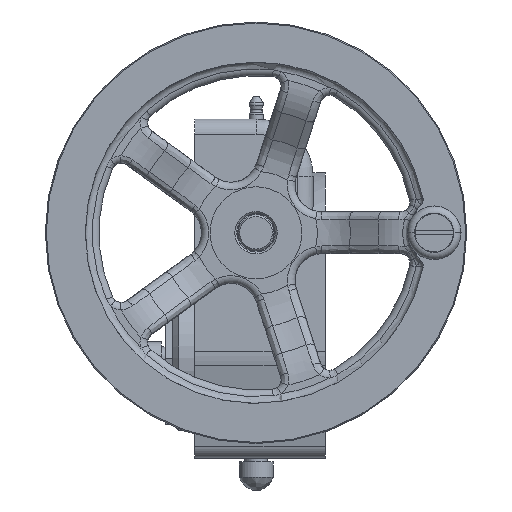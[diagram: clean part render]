
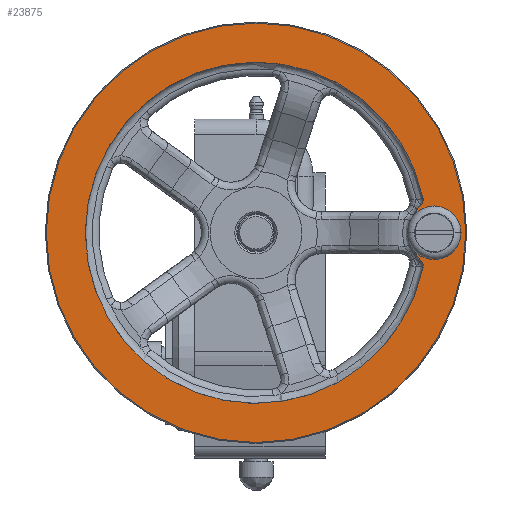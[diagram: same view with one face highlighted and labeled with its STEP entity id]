
A CAD part, left-side view. The second image highlights one B-rep face of the part: STEP entity #23875.
In plain terms, the highlighted planar face has unit normal (-1, 0, 0).
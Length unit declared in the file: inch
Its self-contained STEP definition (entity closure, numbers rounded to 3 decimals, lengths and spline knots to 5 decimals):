
#11676=CARTESIAN_POINT('',(-0.75,0.,0.));
#11677=DIRECTION('',(-1.,0.,0.));
#11678=DIRECTION('',(0.,-0.979,0.202));
#11679=AXIS2_PLACEMENT_3D('',#11676,#11677,#11678);
#12075=CARTESIAN_POINT('',(-0.75,0.,0.));
#12076=DIRECTION('',(-1.,0.,0.));
#12077=DIRECTION('',(0.,-1.,0.));
#12078=AXIS2_PLACEMENT_3D('',#12075,#12076,#12077);
#12090=CARTESIAN_POINT('',(-0.75,0.,0.));
#12091=DIRECTION('',(-1.,0.,0.));
#12092=DIRECTION('',(0.,1.,0.));
#12093=AXIS2_PLACEMENT_3D('',#12090,#12091,#12092);
#15173=CARTESIAN_POINT('',(-0.75,-3.125,0.));
#15174=DIRECTION('',(1.,0.,0.));
#15175=DIRECTION('',(0.,0.698,-0.716));
#15176=AXIS2_PLACEMENT_3D('',#15173,#15174,#15175);
#15416=CARTESIAN_POINT('',(-0.75,-2.60141,0.53698));
#15417=DIRECTION('',(1.,0.,0.));
#15418=DIRECTION('',(0.,-0.979,0.202));
#15419=AXIS2_PLACEMENT_3D('',#15416,#15417,#15418);
#15469=CARTESIAN_POINT('',(-0.75,-2.60141,-0.53698));
#15470=DIRECTION('',(-1.,0.,0.));
#15471=DIRECTION('',(0.,-0.979,-0.202));
#15472=AXIS2_PLACEMENT_3D('',#15469,#15470,#15471);
#15494=CARTESIAN_POINT('',(-0.75,-2.906,0.));
#15495=DIRECTION('',(-1.,0.,0.));
#15496=DIRECTION('',(0.,0.,1.));
#15497=AXIS2_PLACEMENT_3D('',#15494,#15495,#15496);
#15499=CARTESIAN_POINT('',(-0.75,-2.906,0.));
#15500=DIRECTION('',(-1.,0.,0.));
#15501=DIRECTION('',(0.,0.,-1.));
#15502=AXIS2_PLACEMENT_3D('',#15499,#15500,#15501);
#16197=CARTESIAN_POINT('',(-0.75,-2.72383,0.56225));
#16198=CARTESIAN_POINT('',(-0.75,-2.72383,-0.56225));
#16199=VERTEX_POINT('',#16197);
#16200=VERTEX_POINT('',#16198);
#16201=CARTESIAN_POINT('',(-0.75,-3.42075,0.));
#16202=CARTESIAN_POINT('',(-0.75,3.42075,0.));
#16203=VERTEX_POINT('',#16201);
#16204=VERTEX_POINT('',#16202);
#16209=CARTESIAN_POINT('',(-0.75,-2.68867,-0.44748));
#16210=CARTESIAN_POINT('',(-0.75,-2.68867,0.44748));
#16211=VERTEX_POINT('',#16209);
#16212=VERTEX_POINT('',#16210);
#16226=CARTESIAN_POINT('',(-0.75,-2.906,0.234));
#16227=CARTESIAN_POINT('',(-0.75,-2.906,-0.234));
#16228=VERTEX_POINT('',#16226);
#16229=VERTEX_POINT('',#16227);
#23854=CARTESIAN_POINT('',(-0.75,0.,0.));
#23855=DIRECTION('',(1.,0.,0.));
#23856=DIRECTION('',(0.,1.,0.));
#23857=AXIS2_PLACEMENT_3D('',#23854,#23855,#23856);
#23858=PLANE('',#23857);
#23859=ORIENTED_EDGE('',*,*,#17850,.F.);
#23860=ORIENTED_EDGE('',*,*,#17865,.F.);
#23861=EDGE_LOOP('',(#23859,#23860));
#23862=FACE_OUTER_BOUND('',#23861,.F.);
#23863=ORIENTED_EDGE('',*,*,#16756,.T.);
#23864=ORIENTED_EDGE('',*,*,#23826,.T.);
#23865=ORIENTED_EDGE('',*,*,#22509,.T.);
#23866=ORIENTED_EDGE('',*,*,#23449,.F.);
#23867=EDGE_LOOP('',(#23863,#23864,#23865,#23866));
#23868=FACE_BOUND('',#23867,.F.);
#23870=ORIENTED_EDGE('',*,*,#23869,.T.);
#23872=ORIENTED_EDGE('',*,*,#23871,.T.);
#23873=EDGE_LOOP('',(#23870,#23872));
#23874=FACE_BOUND('',#23873,.F.);
#23875=ADVANCED_FACE('',(#23862,#23868,#23874),#23858,.F.);
#11680=CIRCLE('',#11679,2.78125);
#12079=CIRCLE('',#12078,3.42075);
#12094=CIRCLE('',#12093,3.42075);
#15177=CIRCLE('',#15176,0.625);
#15420=CIRCLE('',#15419,0.125);
#15473=CIRCLE('',#15472,0.125);
#15498=CIRCLE('',#15497,0.234);
#15503=CIRCLE('',#15502,0.234);
#16756=EDGE_CURVE('',#16199,#16200,#11680,.T.);
#17850=EDGE_CURVE('',#16203,#16204,#12079,.T.);
#17865=EDGE_CURVE('',#16204,#16203,#12094,.T.);
#22509=EDGE_CURVE('',#16211,#16212,#15177,.T.);
#23449=EDGE_CURVE('',#16199,#16212,#15420,.T.);
#23826=EDGE_CURVE('',#16200,#16211,#15473,.T.);
#23869=EDGE_CURVE('',#16228,#16229,#15498,.T.);
#23871=EDGE_CURVE('',#16229,#16228,#15503,.T.);
